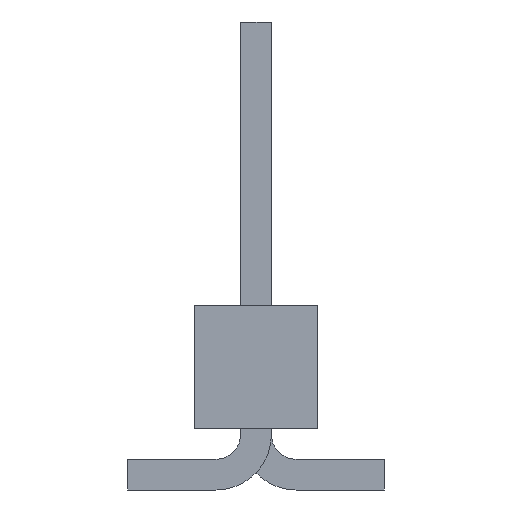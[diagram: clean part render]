
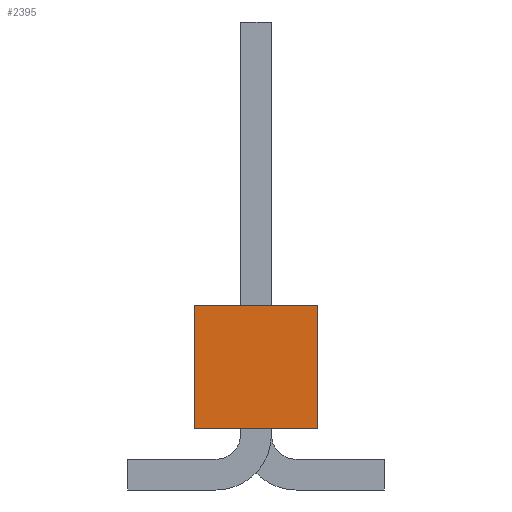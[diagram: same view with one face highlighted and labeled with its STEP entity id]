
A CAD part, left-side view. The second image highlights one B-rep face of the part: STEP entity #2395.
In plain terms, the highlighted planar face has unit normal (-1, 0, 0).
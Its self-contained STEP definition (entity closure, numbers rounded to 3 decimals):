
#406 = VERTEX_POINT('',#407);
#407 = CARTESIAN_POINT('',(-12.7,1.27,-1.27));
#413 = EDGE_CURVE('',#406,#414,#416,.T.);
#414 = VERTEX_POINT('',#415);
#415 = CARTESIAN_POINT('',(-12.7,1.27,1.27));
#416 = LINE('',#417,#418);
#417 = CARTESIAN_POINT('',(-12.7,1.27,-1.27));
#418 = VECTOR('',#419,1.);
#419 = DIRECTION('',(0.,0.,1.));
#1930 = VERTEX_POINT('',#1931);
#1931 = CARTESIAN_POINT('',(-12.7,-1.27,1.27));
#1937 = EDGE_CURVE('',#1938,#1930,#1940,.T.);
#1938 = VERTEX_POINT('',#1939);
#1939 = CARTESIAN_POINT('',(-12.7,-1.27,-1.27));
#1940 = LINE('',#1941,#1942);
#1941 = CARTESIAN_POINT('',(-12.7,-1.27,-1.27));
#1942 = VECTOR('',#1943,1.);
#1943 = DIRECTION('',(0.,0.,1.));
#1966 = EDGE_CURVE('',#406,#1938,#1967,.T.);
#1967 = LINE('',#1968,#1969);
#1968 = CARTESIAN_POINT('',(-12.7,1.27,-1.27));
#1969 = VECTOR('',#1970,1.);
#1970 = DIRECTION('',(0.,-1.,0.));
#2384 = EDGE_CURVE('',#414,#1930,#2385,.T.);
#2385 = LINE('',#2386,#2387);
#2386 = CARTESIAN_POINT('',(-12.7,1.27,1.27));
#2387 = VECTOR('',#2388,1.);
#2388 = DIRECTION('',(0.,-1.,0.));
#2395 = ADVANCED_FACE('',(#2396),#2402,.F.);
#2396 = FACE_BOUND('',#2397,.T.);
#2397 = EDGE_LOOP('',(#2398,#2399,#2400,#2401));
#2398 = ORIENTED_EDGE('',*,*,#1937,.T.);
#2399 = ORIENTED_EDGE('',*,*,#2384,.F.);
#2400 = ORIENTED_EDGE('',*,*,#413,.F.);
#2401 = ORIENTED_EDGE('',*,*,#1966,.T.);
#2402 = PLANE('',#2403);
#2403 = AXIS2_PLACEMENT_3D('',#2404,#2405,#2406);
#2404 = CARTESIAN_POINT('',(-12.7,1.27,-1.27));
#2405 = DIRECTION('',(1.,0.,0.));
#2406 = DIRECTION('',(0.,0.,-1.));
